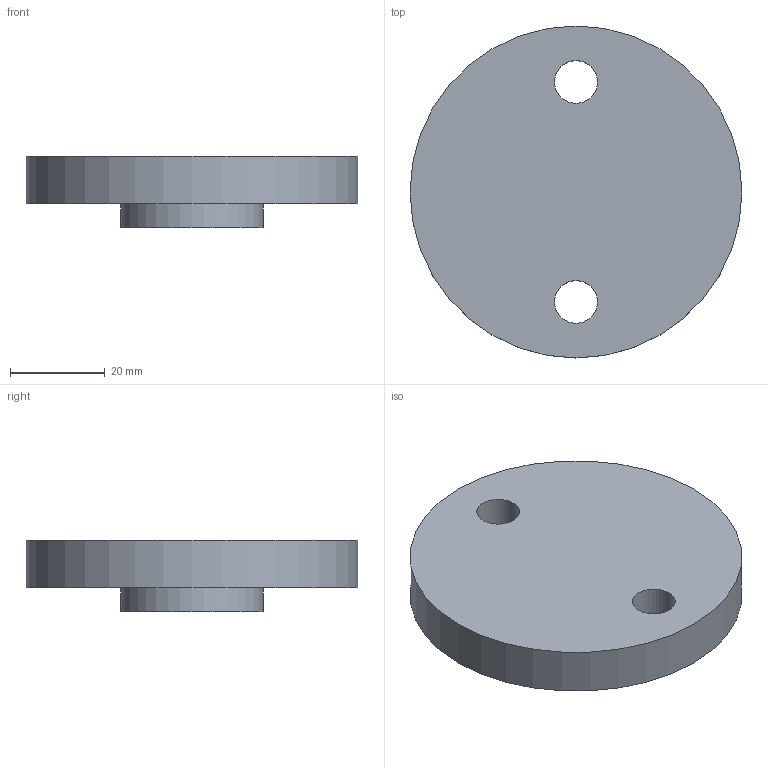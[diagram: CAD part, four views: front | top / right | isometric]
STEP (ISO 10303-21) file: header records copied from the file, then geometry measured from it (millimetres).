
FILE_DESCRIPTION(('FreeCAD Model'),'2;1');
FILE_NAME('Combiné à bois - Boitier de scie - Guide de perçage de lame.step','2020-11-01T21:41:22',( 'Author'),(''),'Open CASCADE STEP processor 7.4','FreeCAD','Unknown' );
FILE_SCHEMA(('AUTOMOTIVE_DESIGN { 1 0 10303 214 1 1 1 1 }'));
Length unit declared in the file: millimetre
Products named in the file (1): Body
Bounding box: 70 x 70 x 15 mm (x, y, z)
Volume: 40746.5 mm3; surface area: 10678.3 mm2
Topology: 1 solids, 1 shells, 7 faces, 12 edges, 8 vertices
Faces by surface type: cylinder 4, plane 3
Full cylindrical faces by diameter (mm): 9 x2, 30 x1, 70 x1
Entity records: 363 total; most frequent: DIRECTION 59, CARTESIAN_POINT 58, ORIENTED_EDGE 24, PCURVE 24, DEFINITIONAL_REPRESENTATION 24, LINE 20, VECTOR 20, AXIS2_PLACEMENT_3D 16
